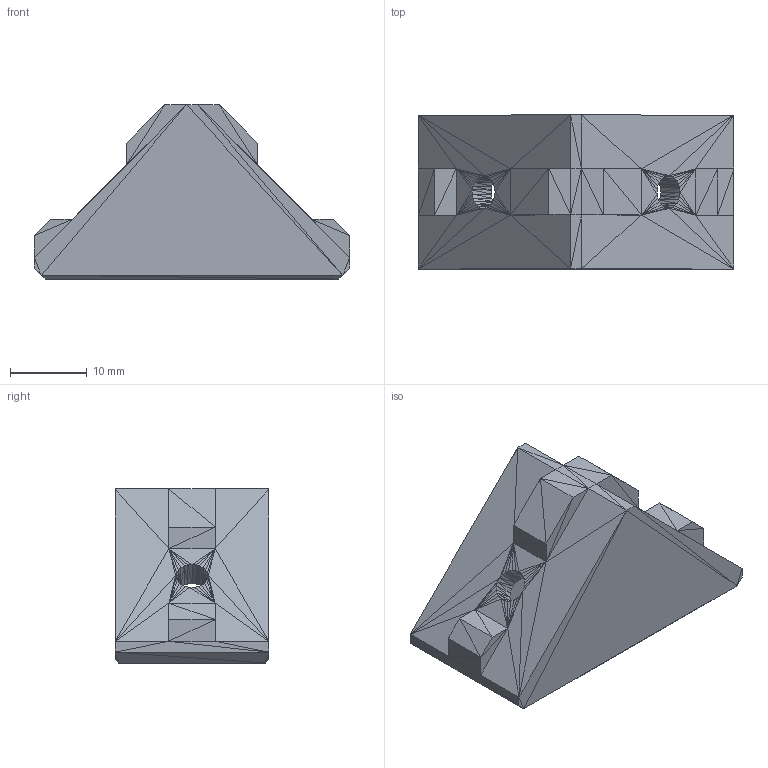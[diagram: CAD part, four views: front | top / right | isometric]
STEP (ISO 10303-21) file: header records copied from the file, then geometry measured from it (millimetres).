
FILE_DESCRIPTION(('FreeCAD Model'),'2;1');
FILE_NAME('2020-bracket.step','2018-06-15T16:28:46',( 'Author'),(''),'Open CASCADE STEP processor 7.2','FreeCAD','Unknown' );
FILE_SCHEMA(('AUTOMOTIVE_DESIGN { 1 0 10303 214 1 1 1 1 }'));
Length unit declared in the file: millimetre
Products named in the file (1): _020_bracket001
Bounding box: 41.01 x 20 x 22.63 mm (x, y, z)
Surface area: 4098.5 mm2 (no closed solid volume)
Topology: 0 solids, 1 shells, 436 faces, 654 edges, 216 vertices
Faces by surface type: plane 436
Entity records: 16375 total; most frequent: CARTESIAN_POINT 3269, DIRECTION 2182, ORIENTED_EDGE 1308, LINE 1308, VECTOR 1308, PCURVE 1308, DEFINITIONAL_REPRESENTATION 1308, EDGE_CURVE 654
